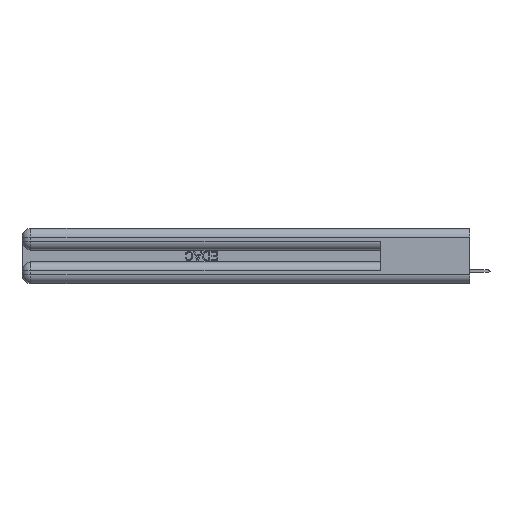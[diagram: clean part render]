
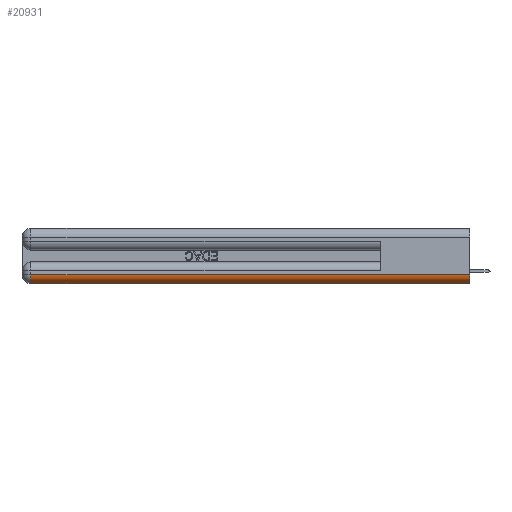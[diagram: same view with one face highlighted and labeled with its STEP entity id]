
A CAD part, left-side view. The second image highlights one B-rep face of the part: STEP entity #20931.
In plain terms, the highlighted cylindrical face has radius 1.524 mm (diameter 3.048 mm), a partial arc.
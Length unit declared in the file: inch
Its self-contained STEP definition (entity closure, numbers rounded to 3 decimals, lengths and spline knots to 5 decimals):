
#602 = LINE ( 'NONE', #19057, #4099 ) ;
#1058 = VERTEX_POINT ( 'NONE', #16608 ) ;
#1611 = DIRECTION ( 'NONE',  ( 0., 0., 1. ) ) ;
#4099 = VECTOR ( 'NONE', #8162, 39.37008 ) ;
#4997 = VECTOR ( 'NONE', #37142, 39.37008 ) ;
#5121 = DIRECTION ( 'NONE',  ( 0., 0., 1. ) ) ;
#5148 = CARTESIAN_POINT ( 'NONE',  ( 0.06, 0., 0.06 ) ) ;
#5595 = CARTESIAN_POINT ( 'NONE',  ( 0.06, 0., 0.06 ) ) ;
#6279 = EDGE_CURVE ( 'NONE', #1058, #28145, #6429, .T. ) ;
#6429 = CIRCLE ( 'NONE', #9491, 0.06 ) ;
#8162 = DIRECTION ( 'NONE',  ( 0., -1., 0. ) ) ;
#9148 = CYLINDRICAL_SURFACE ( 'NONE', #27699, 0.06 ) ;
#9491 = AXIS2_PLACEMENT_3D ( 'NONE', #5148, #34030, #1611 ) ;
#12189 = VERTEX_POINT ( 'NONE', #43996 ) ;
#13897 = VERTEX_POINT ( 'NONE', #45308 ) ;
#15548 = ORIENTED_EDGE ( 'NONE', *, *, #6279, .F. ) ;
#15783 = FACE_OUTER_BOUND ( 'NONE', #45169, .T. ) ;
#16608 = CARTESIAN_POINT ( 'NONE',  ( 0., 0., 0.06 ) ) ;
#17179 = EDGE_CURVE ( 'NONE', #12189, #1058, #602, .T. ) ;
#19057 = CARTESIAN_POINT ( 'NONE',  ( 0., 0., 0.06 ) ) ;
#20131 = LINE ( 'NONE', #30294, #4997 ) ;
#20931 = ADVANCED_FACE ( 'NONE', ( #15783 ), #9148, .T. ) ;
#26294 = AXIS2_PLACEMENT_3D ( 'NONE', #32304, #42277, #45823 ) ;
#27102 = ORIENTED_EDGE ( 'NONE', *, *, #39992, .F. ) ;
#27699 = AXIS2_PLACEMENT_3D ( 'NONE', #5595, #45351, #5121 ) ;
#28145 = VERTEX_POINT ( 'NONE', #32342 ) ;
#29119 = ORIENTED_EDGE ( 'NONE', *, *, #35737, .F. ) ;
#30294 = CARTESIAN_POINT ( 'NONE',  ( 0.06, 3., 0. ) ) ;
#32304 = CARTESIAN_POINT ( 'NONE',  ( 0.06, 2.94, 0.06 ) ) ;
#32342 = CARTESIAN_POINT ( 'NONE',  ( 0.06, 0., 0. ) ) ;
#34030 = DIRECTION ( 'NONE',  ( 0., -1., 0. ) ) ;
#35737 = EDGE_CURVE ( 'NONE', #28145, #13897, #20131, .T. ) ;
#37142 = DIRECTION ( 'NONE',  ( 0., 1., 0. ) ) ;
#39992 = EDGE_CURVE ( 'NONE', #13897, #12189, #42176, .T. ) ;
#42176 = CIRCLE ( 'NONE', #26294, 0.06 ) ;
#42277 = DIRECTION ( 'NONE',  ( 0., 1., 0. ) ) ;
#42994 = ORIENTED_EDGE ( 'NONE', *, *, #17179, .F. ) ;
#43996 = CARTESIAN_POINT ( 'NONE',  ( 0., 2.94, 0.06 ) ) ;
#45169 = EDGE_LOOP ( 'NONE', ( #15548, #42994, #27102, #29119 ) ) ;
#45308 = CARTESIAN_POINT ( 'NONE',  ( 0.06, 2.94, 0. ) ) ;
#45351 = DIRECTION ( 'NONE',  ( 0., 1., 0. ) ) ;
#45823 = DIRECTION ( 'NONE',  ( 0., 0., 1. ) ) ;
